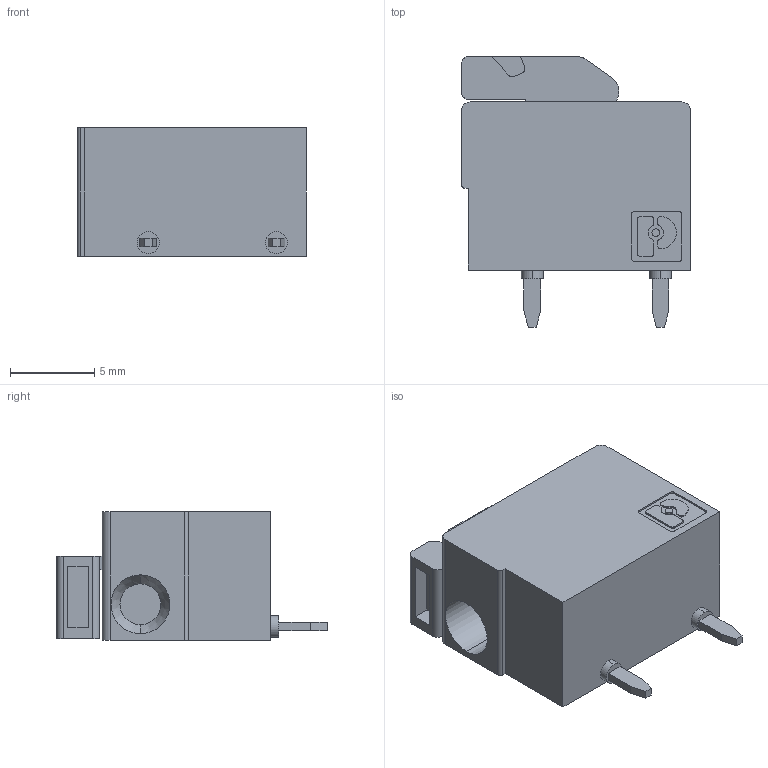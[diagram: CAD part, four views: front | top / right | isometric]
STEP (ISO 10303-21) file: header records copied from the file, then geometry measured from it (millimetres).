
FILE_DESCRIPTION (( 'STEP AP214' ), '1' );
FILE_NAME ('User Library-1790513.STEP', '2017-12-02T18:34:42', ( '' ), ( '' ), 'SwSTEP 2.0', 'SolidWorks 2017', '' );
FILE_SCHEMA (( 'AUTOMOTIVE_DESIGN' ));
Length unit declared in the file: millimetre
Products named in the file (2): User Library-1790513_ffkdsa1-h1-7.62; User Library-1790513
Assembly tree (1 placements, depth 2):
  User Library-1790513
    User Library-1790513_ffkdsa1-h1-7.62
Bounding box: 13.6 x 16.1 x 7.62 mm (x, y, z)
Volume: 1036.8 mm3; surface area: 845.2 mm2
Topology: 1 solids, 1 shells, 113 faces, 286 edges, 188 vertices
Faces by surface type: plane 63, cylinder 44, bspline 4, cone 2
Entity records: 4870 total; most frequent: CARTESIAN_POINT 767, DIRECTION 601, ORIENTED_EDGE 572, EDGE_CURVE 286, AXIS2_PLACEMENT_3D 206, LINE 189, VECTOR 189, VERTEX_POINT 188
